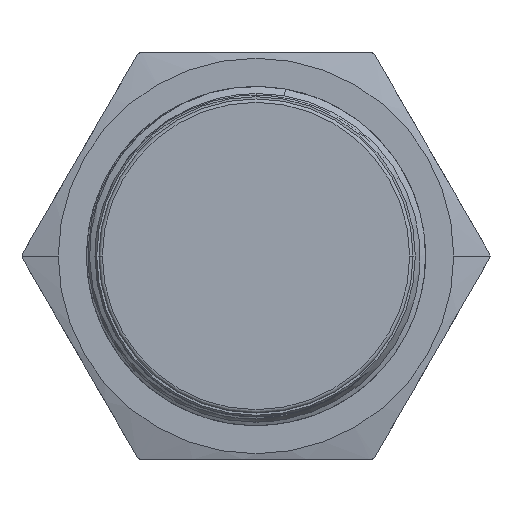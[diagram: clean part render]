
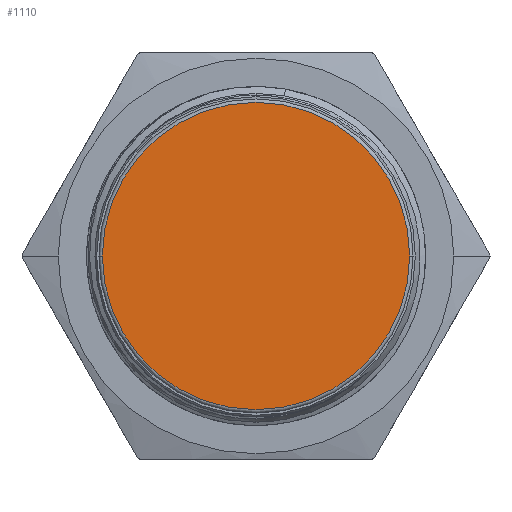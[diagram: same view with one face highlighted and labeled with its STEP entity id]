
A CAD part, front view. The second image highlights one B-rep face of the part: STEP entity #1110.
In plain terms, the highlighted planar face has unit normal (0, -1, 0).
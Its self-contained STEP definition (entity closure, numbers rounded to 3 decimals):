
#291=PLANE('',#16346);
#1110=ADVANCED_FACE('',(#1988),#291,.F.);
#1988=FACE_OUTER_BOUND('',#2844,.T.);
#2844=EDGE_LOOP('',(#5889,#5890));
#3719=CIRCLE('',#16343,13.6);
#3720=CIRCLE('',#16345,13.6);
#5889=ORIENTED_EDGE('',*,*,#12632,.T.);
#5890=ORIENTED_EDGE('',*,*,#12631,.T.);
#10949=VERTEX_POINT('',#21349);
#10950=VERTEX_POINT('',#21351);
#12631=EDGE_CURVE('',#10949,#10950,#3719,.T.);
#12632=EDGE_CURVE('',#10950,#10949,#3720,.T.);
#16343=AXIS2_PLACEMENT_3D('',#21352,#17736,#17737);
#16345=AXIS2_PLACEMENT_3D('',#21354,#17740,#17741);
#16346=AXIS2_PLACEMENT_3D('',#21355,#17742,#17743);
#17736=DIRECTION('',(0.,-1.,0.));
#17737=DIRECTION('',(1.,0.,0.));
#17740=DIRECTION('',(0.,-1.,0.));
#17741=DIRECTION('',(-1.,0.,0.));
#17742=DIRECTION('',(0.,1.,0.));
#17743=DIRECTION('',(1.,0.,0.));
#21349=CARTESIAN_POINT('',(13.6,-15.,0.));
#21351=CARTESIAN_POINT('',(-13.6,-15.,0.));
#21352=CARTESIAN_POINT('',(0.,-15.,0.));
#21354=CARTESIAN_POINT('',(0.,-15.,0.));
#21355=CARTESIAN_POINT('',(0.,-15.,0.));
